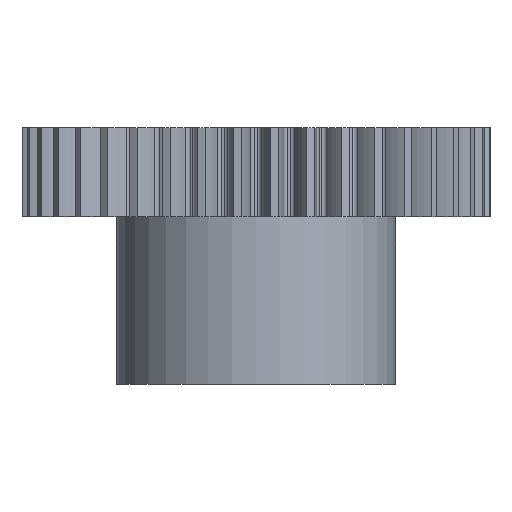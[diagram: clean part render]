
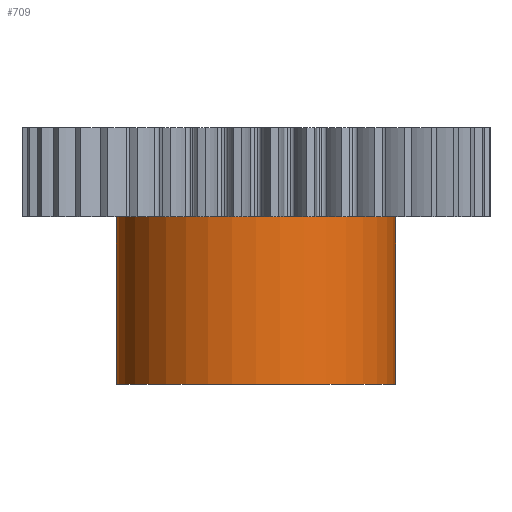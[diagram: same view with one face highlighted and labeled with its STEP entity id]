
A CAD part, front view. The second image highlights one B-rep face of the part: STEP entity #709.
In plain terms, the highlighted cylindrical face has radius 25 mm (diameter 50 mm), a partial arc.
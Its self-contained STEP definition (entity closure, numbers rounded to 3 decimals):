
#707 = EDGE_LOOP ( 'NONE', ( #751, #754, #752, #742 ) ) ;
#709 = ADVANCED_FACE ( 'NONE', ( #4728 ), #4729, .T. ) ;
#740 = EDGE_CURVE ( 'NONE', #792, #774, #4800, .T. ) ;
#742 = ORIENTED_EDGE ( 'NONE', *, *, #1091, .F. ) ;
#751 = ORIENTED_EDGE ( 'NONE', *, *, #787, .F. ) ;
#752 = ORIENTED_EDGE ( 'NONE', *, *, #779, .T. ) ;
#754 = ORIENTED_EDGE ( 'NONE', *, *, #740, .T. ) ;
#774 = VERTEX_POINT ( 'NONE', #4863 ) ;
#775 = VERTEX_POINT ( 'NONE', #4869 ) ;
#779 = EDGE_CURVE ( 'NONE', #774, #775, #4852, .T. ) ;
#787 = EDGE_CURVE ( 'NONE', #792, #790, #4899, .T. ) ;
#790 = VERTEX_POINT ( 'NONE', #4893 ) ;
#792 = VERTEX_POINT ( 'NONE', #4900 ) ;
#1091 = EDGE_CURVE ( 'NONE', #790, #775, #5473, .T. ) ;
#4727 = CARTESIAN_POINT ( 'NONE',  ( 0., 0., -30. ) ) ;
#4728 = FACE_OUTER_BOUND ( 'NONE', #707, .T. ) ;
#4729 = CYLINDRICAL_SURFACE ( 'NONE', #4745, 25. ) ;
#4745 = AXIS2_PLACEMENT_3D ( 'NONE', #4727, #4769, #4768 ) ;
#4768 = DIRECTION ( 'NONE',  ( 1., 0., 0. ) ) ;
#4769 = DIRECTION ( 'NONE',  ( 0., 0., 1. ) ) ;
#4781 = DIRECTION ( 'NONE',  ( 1., 0., 0. ) ) ;
#4782 = DIRECTION ( 'NONE',  ( 0., 0., 1. ) ) ;
#4783 = CARTESIAN_POINT ( 'NONE',  ( 0., 0., -30. ) ) ;
#4784 = AXIS2_PLACEMENT_3D ( 'NONE', #4783, #4782, #4781 ) ;
#4800 = CIRCLE ( 'NONE', #4784, 25. ) ;
#4838 = VECTOR ( 'NONE', #4894, 1000. ) ;
#4839 = CARTESIAN_POINT ( 'NONE',  ( -25., 0., -30. ) ) ;
#4842 = DIRECTION ( 'NONE',  ( 0., 0., 1. ) ) ;
#4843 = VECTOR ( 'NONE', #4842, 1000. ) ;
#4844 = CARTESIAN_POINT ( 'NONE',  ( 25., 0., -30. ) ) ;
#4852 = LINE ( 'NONE', #4844, #4843 ) ;
#4863 = CARTESIAN_POINT ( 'NONE',  ( 25., 0., -30. ) ) ;
#4869 = CARTESIAN_POINT ( 'NONE',  ( 25., 0., 0. ) ) ;
#4893 = CARTESIAN_POINT ( 'NONE',  ( -25., 0., 0. ) ) ;
#4894 = DIRECTION ( 'NONE',  ( 0., 0., 1. ) ) ;
#4899 = LINE ( 'NONE', #4839, #4838 ) ;
#4900 = CARTESIAN_POINT ( 'NONE',  ( -25., 0., -30. ) ) ;
#5464 = DIRECTION ( 'NONE',  ( 1., 0., 0. ) ) ;
#5465 = DIRECTION ( 'NONE',  ( 0., 0., 1. ) ) ;
#5466 = AXIS2_PLACEMENT_3D ( 'NONE', #5472, #5465, #5464 ) ;
#5472 = CARTESIAN_POINT ( 'NONE',  ( 0., 0., 0. ) ) ;
#5473 = CIRCLE ( 'NONE', #5466, 25. ) ;
